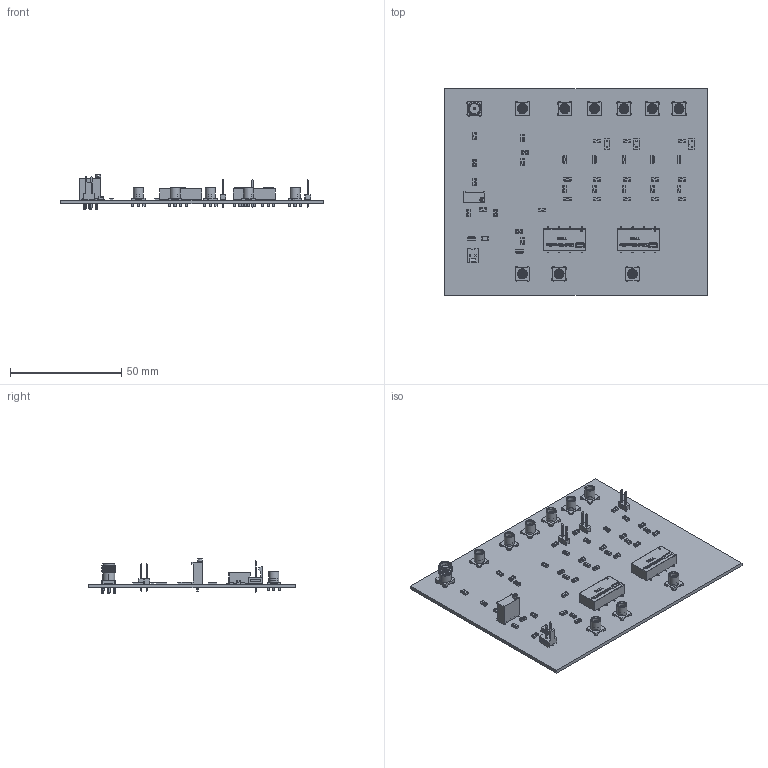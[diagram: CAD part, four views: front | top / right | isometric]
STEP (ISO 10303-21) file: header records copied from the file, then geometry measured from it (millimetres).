
FILE_DESCRIPTION(('Open CASCADE Model'),'2;1');
FILE_NAME('Open CASCADE Shape Model','2021-06-09T18:29:09',('Author'),( 'Open CASCADE'),'Open CASCADE STEP processor 6.8','Open CASCADE 6.8' ,'Unknown');
FILE_SCHEMA(('AUTOMOTIVE_DESIGN { 1 0 10303 214 1 1 1 1 }'));
Length unit declared in the file: millimetre
Products named in the file (90): PCB; Board; C11; User_Library-1206_SMD_Resistor; C12; C13; C14; C15; C16; C17; JP10; 215398_A60-02-7-G-; ANTELEC-CAC-SI-C-M-TR-D; e; Isolant_standard; JP11; JP12; JP13; 22112022; P1; MCX-J-P-H-ST-TH1; _MCX-J-P-H-ST-TH1_s; _MCX-J-P-H-ST-TH1_i; _MCX-J-P-H-ST-TH1_p; P2; P3; P10; c-5-1814832-1-b-3d; R11; R12; R13; R14; R15; R16; R21; R22; R23; R24; R25; R26 ...
Assembly tree (138 placements, depth 6):
  PCB
    Board
    C11
      User_Library-1206_SMD_Resistor
    C12
      User_Library-1206_SMD_Resistor
    C13
      User_Library-1206_SMD_Resistor
    C14
      User_Library-1206_SMD_Resistor
    C15
      User_Library-1206_SMD_Resistor
    C16
      User_Library-1206_SMD_Resistor
    C17
      User_Library-1206_SMD_Resistor
    JP10
      215398_A60-02-7-G-
        ANTELEC-CAC-SI-C-M-TR-D
  e  x2
          Isolant_standard
    JP11
      215398_A60-02-7-G-
        ANTELEC-CAC-SI-C-M-TR-D
  e  x2
          Isolant_standard
    JP12
      215398_A60-02-7-G-
        ANTELEC-CAC-SI-C-M-TR-D
  e  x2
          Isolant_standard
    JP13
      22112022
    P1
      MCX-J-P-H-ST-TH1
        _MCX-J-P-H-ST-TH1_s
        _MCX-J-P-H-ST-TH1_i
        _MCX-J-P-H-ST-TH1_p
    P2
      MCX-J-P-H-ST-TH1
        _MCX-J-P-H-ST-TH1_s
        _MCX-J-P-H-ST-TH1_i
        _MCX-J-P-H-ST-TH1_p
    P3
      MCX-J-P-H-ST-TH1
        _MCX-J-P-H-ST-TH1_s
        _MCX-J-P-H-ST-TH1_i
        _MCX-J-P-H-ST-TH1_p
    P10
      c-5-1814832-1-b-3d
    R11
      User_Library-1206_SMD_Resistor
    R12
      User_Library-1206_SMD_Resistor
    R13
      User_Library-1206_SMD_Resistor
    R14
      User_Library-1206_SMD_Resistor
    R15
      User_Library-1206_SMD_Resistor
Bounding box: 118.3 x 92.9 x 15.6 mm (x, y, z)
Volume: 20577.4 mm3; surface area: 29614.6 mm2
Topology: 90 solids, 90 shells, 5687 faces, 13909 edges, 8343 vertices
Faces by surface type: plane 2367, bspline 1708, cylinder 1137, sphere 368, cone 107
Full cylindrical faces by diameter (mm): 0.57 x9, 0.9 x3, 0.96 x9, 1 x15, 1.1 x11, 1.4 x36, 1.5 x1, 1.6 x4, 1.85 x9, 2.75 x9, 2.8 x9, 3.1 x18, 3.45 x9, 3.68 x9, 4.5 x9
Entity records: 51440 total; most frequent: CARTESIAN_POINT 16864, ORIENTED_EDGE 5892, DIRECTION 5104, EDGE_CURVE 2946, LINE 2038, VECTOR 2038, VERTEX_POINT 1863, AXIS2_PLACEMENT_3D 1533
